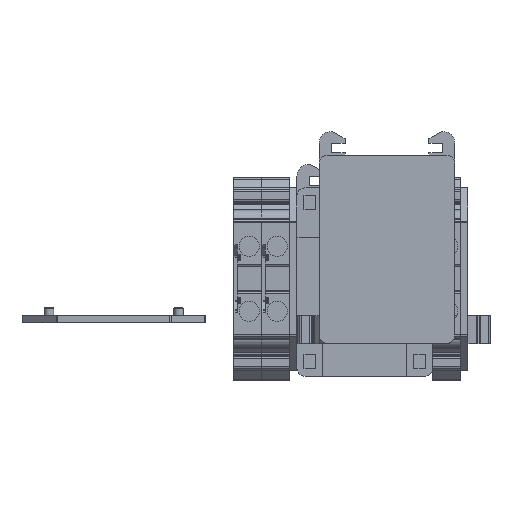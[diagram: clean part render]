
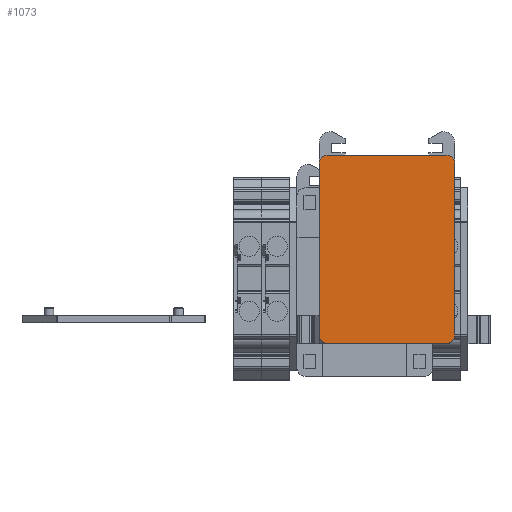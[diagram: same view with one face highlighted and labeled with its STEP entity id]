
A CAD part, top view. The second image highlights one B-rep face of the part: STEP entity #1073.
In plain terms, the highlighted planar face has unit normal (0, 0, 1).
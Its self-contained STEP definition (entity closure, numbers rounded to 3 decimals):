
#1073 = ADVANCED_FACE( '', ( #2205 ), #2206, .T. );
#2205 = FACE_OUTER_BOUND( '', #3381, .T. );
#2206 = PLANE( '', #3382 );
#3381 = EDGE_LOOP( '', ( #6574, #6575, #6576, #6577, #6578, #6579, #6580, #6581 ) );
#3382 = AXIS2_PLACEMENT_3D( '', #6582, #6583, #6584 );
#6574 = ORIENTED_EDGE( '', *, *, #7241, .F. );
#6575 = ORIENTED_EDGE( '', *, *, #7670, .T. );
#6576 = ORIENTED_EDGE( '', *, *, #8465, .F. );
#6577 = ORIENTED_EDGE( '', *, *, #8380, .T. );
#6578 = ORIENTED_EDGE( '', *, *, #8472, .T. );
#6579 = ORIENTED_EDGE( '', *, *, #8250, .T. );
#6580 = ORIENTED_EDGE( '', *, *, #7915, .T. );
#6581 = ORIENTED_EDGE( '', *, *, #8231, .T. );
#6582 = CARTESIAN_POINT( '', ( 13.73, 40., 49.52 ) );
#6583 = DIRECTION( '', ( 0., 0., 1. ) );
#6584 = DIRECTION( '', ( 1., 0., 0. ) );
#7241 = EDGE_CURVE( '', #8737, #8739, #8740, .T. );
#7670 = EDGE_CURVE( '', #8737, #9465, #9467, .T. );
#7915 = EDGE_CURVE( '', #9857, #9855, #9858, .T. );
#8231 = EDGE_CURVE( '', #9855, #8739, #10298, .T. );
#8250 = EDGE_CURVE( '', #10324, #9857, #10325, .T. );
#8380 = EDGE_CURVE( '', #10490, #10492, #10494, .T. );
#8465 = EDGE_CURVE( '', #10490, #9465, #10590, .T. );
#8472 = EDGE_CURVE( '', #10492, #10324, #10598, .T. );
#8737 = VERTEX_POINT( '', #10955 );
#8739 = VERTEX_POINT( '', #10958 );
#8740 = LINE( '', #10959, #10960 );
#9465 = VERTEX_POINT( '', #12011 );
#9467 = CIRCLE( '', #12014, 1.8 );
#9855 = VERTEX_POINT( '', #12556 );
#9857 = VERTEX_POINT( '', #12559 );
#9858 = LINE( '', #12560, #12561 );
#10298 = CIRCLE( '', #13153, 1.71 );
#10324 = VERTEX_POINT( '', #13187 );
#10325 = CIRCLE( '', #13188, 1.71 );
#10490 = VERTEX_POINT( '', #13424 );
#10492 = VERTEX_POINT( '', #13427 );
#10494 = CIRCLE( '', #13430, 1.71 );
#10590 = LINE( '', #13556, #13557 );
#10598 = LINE( '', #13568, #13569 );
#10955 = CARTESIAN_POINT( '', ( 12.23, 0., 49.52 ) );
#10958 = CARTESIAN_POINT( '', ( -13.06, 0., 49.52 ) );
#10959 = CARTESIAN_POINT( '', ( -14.47, 0., 49.52 ) );
#10960 = VECTOR( '', #13823, 1000. );
#12011 = CARTESIAN_POINT( '', ( 14.03, 1.8, 49.52 ) );
#12014 = AXIS2_PLACEMENT_3D( '', #14314, #14315, #14316 );
#12556 = CARTESIAN_POINT( '', ( -14.77, 1.71, 49.52 ) );
#12559 = CARTESIAN_POINT( '', ( -14.77, 38.29, 49.52 ) );
#12560 = CARTESIAN_POINT( '', ( -14.77, 40., 49.52 ) );
#12561 = VECTOR( '', #14621, 1000. );
#13153 = AXIS2_PLACEMENT_3D( '', #15013, #15014, #15015 );
#13187 = CARTESIAN_POINT( '', ( -13.06, 40., 49.52 ) );
#13188 = AXIS2_PLACEMENT_3D( '', #15036, #15037, #15038 );
#13424 = CARTESIAN_POINT( '', ( 14.03, 38.29, 49.52 ) );
#13427 = CARTESIAN_POINT( '', ( 12.32, 40., 49.52 ) );
#13430 = AXIS2_PLACEMENT_3D( '', #15234, #15235, #15236 );
#13556 = CARTESIAN_POINT( '', ( 14.03, 40., 49.52 ) );
#13557 = VECTOR( '', #15306, 1000. );
#13568 = CARTESIAN_POINT( '', ( -0.37, 40., 49.52 ) );
#13569 = VECTOR( '', #15310, 1000. );
#13823 = DIRECTION( '', ( -1., 0., 0. ) );
#14314 = CARTESIAN_POINT( '', ( 12.23, 1.8, 49.52 ) );
#14315 = DIRECTION( '', ( 0., 0., 1. ) );
#14316 = DIRECTION( '', ( 1., 0., 0. ) );
#14621 = DIRECTION( '', ( 0., -1., 0. ) );
#15013 = CARTESIAN_POINT( '', ( -13.06, 1.71, 49.52 ) );
#15014 = DIRECTION( '', ( 0., 0., 1. ) );
#15015 = DIRECTION( '', ( 1., 0., 0. ) );
#15036 = CARTESIAN_POINT( '', ( -13.06, 38.29, 49.52 ) );
#15037 = DIRECTION( '', ( 0., 0., 1. ) );
#15038 = DIRECTION( '', ( 1., 0., 0. ) );
#15234 = CARTESIAN_POINT( '', ( 12.32, 38.29, 49.52 ) );
#15235 = DIRECTION( '', ( 0., 0., 1. ) );
#15236 = DIRECTION( '', ( 1., 0., 0. ) );
#15306 = DIRECTION( '', ( 0., -1., 0. ) );
#15310 = DIRECTION( '', ( -1., 0., 0. ) );
